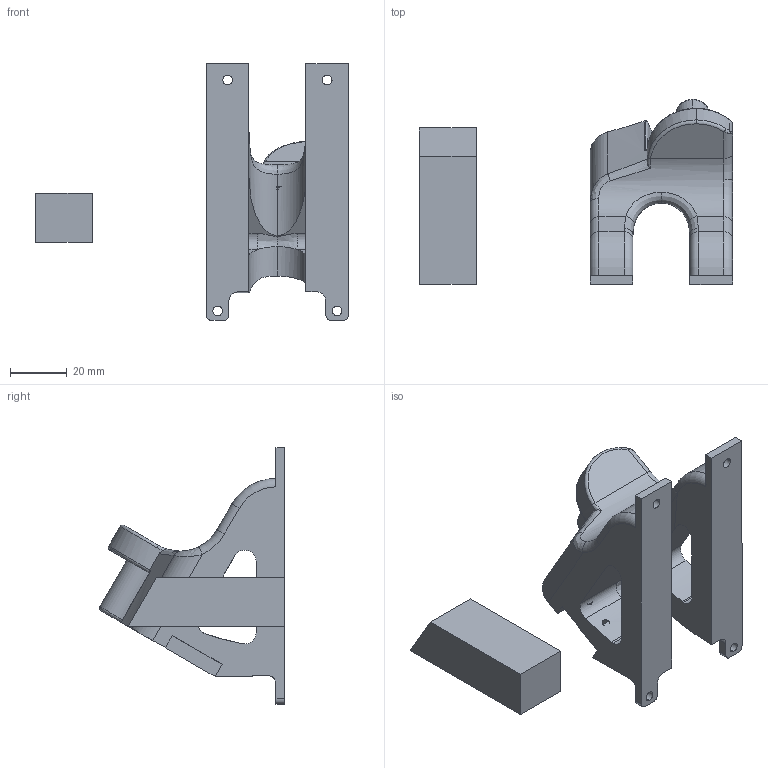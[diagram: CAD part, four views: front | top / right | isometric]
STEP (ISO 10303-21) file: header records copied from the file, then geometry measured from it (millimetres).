
FILE_DESCRIPTION (( 'STEP AP203' ), '1' );
FILE_NAME ('04_rollmount left_30°_v3.step', '2020-05-23T22:33:06', ( '' ), ( '' ), 'SwSTEP 2.0', 'SolidWorks 2019', '' );
FILE_SCHEMA (( 'CONFIG_CONTROL_DESIGN' ));
Length unit declared in the file: millimetre
Products named in the file (1): 04_rollmount left_30起v3
Bounding box: 110 x 65.03 x 90.26 mm (x, y, z)
Volume: 93408 mm3; surface area: 25189.7 mm2
Topology: 2 solids, 2 shells, 130 faces, 350 edges, 222 vertices
Faces by surface type: cylinder 57, plane 44, torus 17, bspline 12
Entity records: 4880 total; most frequent: CARTESIAN_POINT 1579, ORIENTED_EDGE 698, DIRECTION 666, EDGE_CURVE 349, AXIS2_PLACEMENT_3D 255, VERTEX_POINT 222, LINE 156, VECTOR 156
